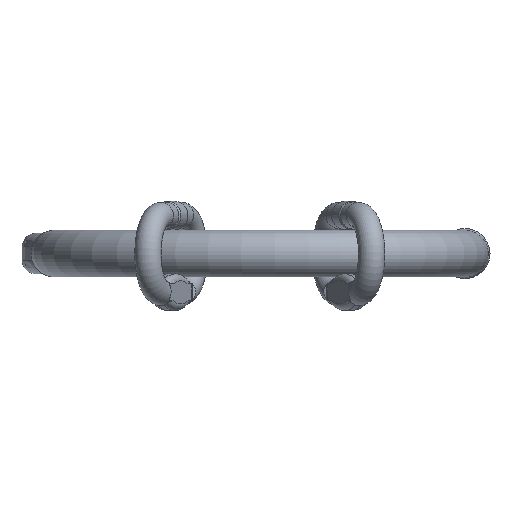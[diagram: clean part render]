
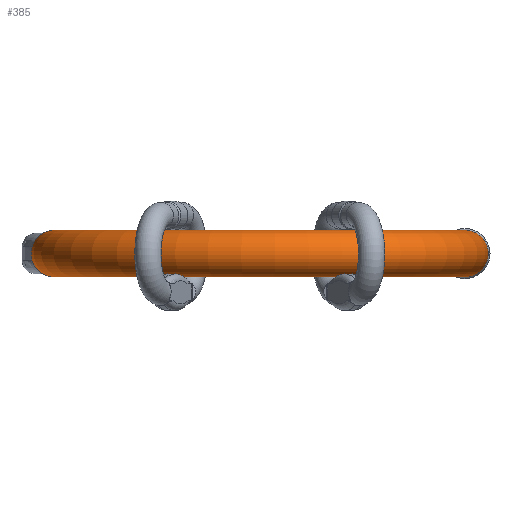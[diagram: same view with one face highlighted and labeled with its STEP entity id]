
A CAD part, front view. The second image highlights one B-rep face of the part: STEP entity #385.
In plain terms, the highlighted toroidal (fillet/blend) face has major radius 101.5 mm and minor radius 11.5 mm.
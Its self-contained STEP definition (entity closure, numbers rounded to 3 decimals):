
#385=ADVANCED_FACE('',(#564,#565),#419,.T.);
#419=TOROIDAL_SURFACE('',#1847,101.5,11.5);
#564=FACE_BOUND('',#664,.T.);
#565=FACE_BOUND('',#665,.T.);
#664=EDGE_LOOP('',(#1091));
#665=EDGE_LOOP('',(#1092));
#1091=ORIENTED_EDGE('',*,*,#1550,.T.);
#1092=ORIENTED_EDGE('',*,*,#1569,.F.);
#1318=VERTEX_POINT('',#3354);
#1337=VERTEX_POINT('',#3491);
#1550=EDGE_CURVE('',#1318,#1318,#1678,.T.);
#1569=EDGE_CURVE('',#1337,#1337,#1679,.T.);
#1678=CIRCLE('',#1833,11.5);
#1679=CIRCLE('',#1839,11.5);
#1833=AXIS2_PLACEMENT_3D('',#3353,#2192,#2193);
#1839=AXIS2_PLACEMENT_3D('',#3490,#2208,#2209);
#1847=AXIS2_PLACEMENT_3D('',#3503,#2224,#2225);
#2192=DIRECTION('',(0.,-1.,0.));
#2193=DIRECTION('',(1.,0.,0.));
#2208=DIRECTION('',(0.,1.,0.));
#2209=DIRECTION('',(-1.,0.,0.));
#2224=DIRECTION('',(0.,0.,1.));
#2225=DIRECTION('',(1.,0.,0.));
#3353=CARTESIAN_POINT('',(-101.5,-80.,0.));
#3354=CARTESIAN_POINT('',(-90.,-80.,0.));
#3490=CARTESIAN_POINT('',(101.5,-80.,0.));
#3491=CARTESIAN_POINT('',(90.,-80.,0.));
#3503=CARTESIAN_POINT('',(0.,-80.,0.));
